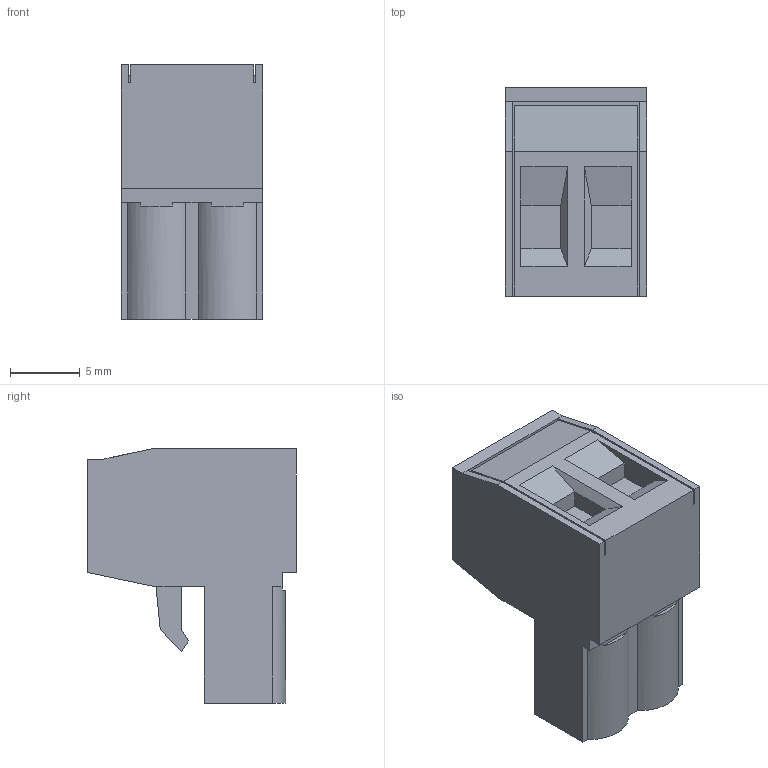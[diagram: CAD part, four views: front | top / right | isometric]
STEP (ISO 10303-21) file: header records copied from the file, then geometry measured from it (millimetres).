
FILE_DESCRIPTION(('STEP AP242'),'1');
FILE_NAME('39530-0002.stp','2021-09-04T13:05:53',('TraceParts'),('TraceParts S.A.'),'Spatial InterOp 3D',' ',' ');
FILE_SCHEMA(('AP242_MANAGED_MODEL_BASED_3D_ENGINEERING_MIM_LF {1 0 10303 442 1 1 4}'));
Length unit declared in the file: millimetre
Products named in the file (1): 39530-0002_1
Bounding box: 10.16 x 14.99 x 18.29 mm (x, y, z)
Volume: 1789.9 mm3; surface area: 1324.6 mm2
Topology: 1 solids, 1 shells, 117 faces, 302 edges, 202 vertices
Faces by surface type: plane 87, cylinder 18, cone 8, torus 4
Entity records: 3550 total; most frequent: CARTESIAN_POINT 643, ORIENTED_EDGE 592, DIRECTION 588, EDGE_CURVE 296, LINE 238, VECTOR 238, VERTEX_POINT 190, AXIS2_PLACEMENT_3D 175
